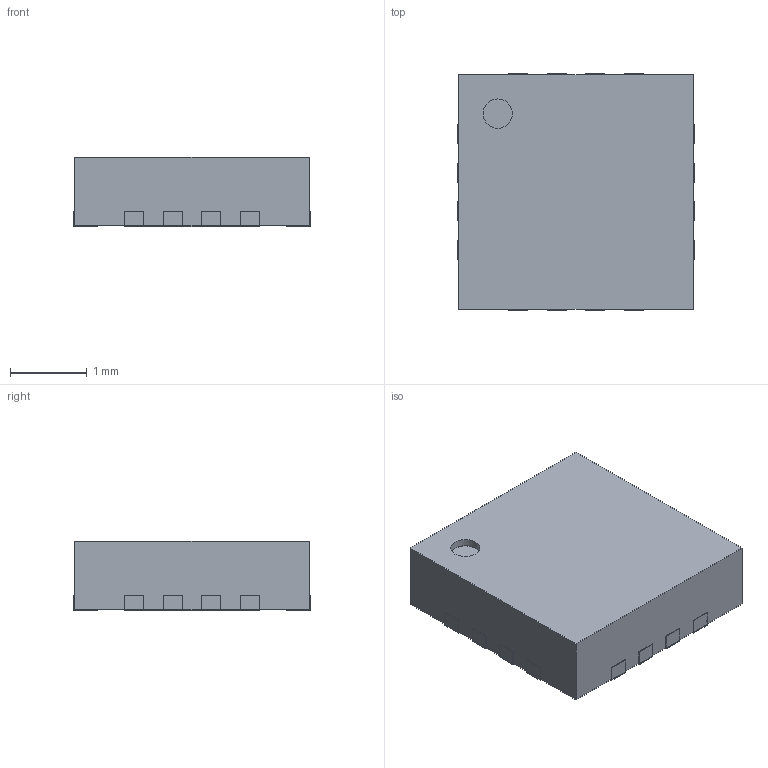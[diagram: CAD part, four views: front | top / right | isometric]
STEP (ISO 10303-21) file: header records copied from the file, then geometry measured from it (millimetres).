
FILE_DESCRIPTION(('Open CASCADE Model'),'2;1');
FILE_NAME('Open CASCADE Shape Model','2025-08-02T00:52:50',('Author'),( 'Open CASCADE'),'Open CASCADE STEP processor 7.5','Open CASCADE 7.5' ,'Unknown');
FILE_SCHEMA(('AUTOMOTIVE_DESIGN { 1 0 10303 214 1 1 1 1 }'));
Length unit declared in the file: millimetre
Products named in the file (9): PCB; Designator1; 6716267984; Open CASCADE STEP translator 7.5 6.1; Body; Open CASCADE STEP translator 7.5 6.2.1; Thermal Shape; Pin Shape; Open CASCADE STEP translator 7.5 6.4.1
Assembly tree (22 placements, depth 4):
  PCB
  Designator1
    6716267984
      Open CASCADE STEP translator 7.5 6.1
      Body
        Open CASCADE STEP translator 7.5 6.2.1
      Thermal Shape
      Pin Shape  x16
        Open CASCADE STEP translator 7.5 6.4.1
Bounding box: 3.07 x 3.07 x 0.9 mm (x, y, z)
Volume: 8.3 mm3; surface area: 39.7 mm2
Topology: 18 solids, 19 shells, 240 faces, 479 edges, 277 vertices
Faces by surface type: plane 239, cylinder 1
Full cylindrical faces by diameter (mm): 0.381 x1
Entity records: 1054 total; most frequent: DIRECTION 168, CARTESIAN_POINT 149, ORIENTED_EDGE 117, EDGE_CURVE 59, AXIS2_PLACEMENT_3D 56, LINE 56, VECTOR 56, VERTEX_POINT 37
